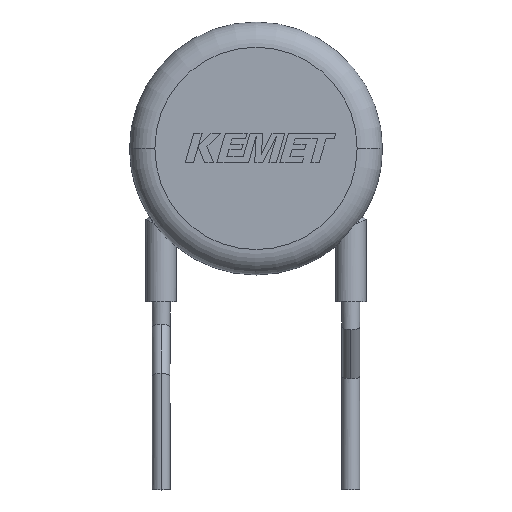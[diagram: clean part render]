
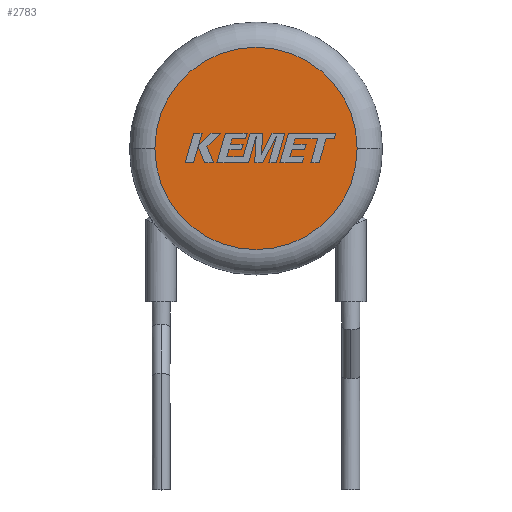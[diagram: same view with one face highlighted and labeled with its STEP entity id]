
A CAD part, top view. The second image highlights one B-rep face of the part: STEP entity #2783.
In plain terms, the highlighted planar face has unit normal (0, 0, 1).
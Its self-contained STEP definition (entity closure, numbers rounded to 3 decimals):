
#54 = AXIS2_PLACEMENT_3D ( 'NONE', #556, #881, #1837 ) ;
#158 = VERTEX_POINT ( 'NONE', #376 ) ;
#274 = AXIS2_PLACEMENT_3D ( 'NONE', #1481, #1459, #2363 ) ;
#287 = EDGE_LOOP ( 'NONE', ( #586, #2975 ) ) ;
#376 = CARTESIAN_POINT ( 'NONE',  ( -4., 0., 5. ) ) ;
#556 = CARTESIAN_POINT ( 'NONE',  ( 0., 0., 5. ) ) ;
#586 = ORIENTED_EDGE ( 'NONE', *, *, #998, .T. ) ;
#881 = DIRECTION ( 'NONE',  ( 0., 0., 1. ) ) ;
#998 = EDGE_CURVE ( 'NONE', #2153, #158, #3714, .T. ) ;
#1050 = DIRECTION ( 'NONE',  ( 0., 0., 1. ) ) ;
#1094 = EDGE_CURVE ( 'NONE', #158, #2153, #1443, .T. ) ;
#1231 = CARTESIAN_POINT ( 'NONE',  ( 4., 0., 5. ) ) ;
#1443 = CIRCLE ( 'NONE', #54, 4. ) ;
#1459 = DIRECTION ( 'NONE',  ( 0., 0., 1. ) ) ;
#1481 = CARTESIAN_POINT ( 'NONE',  ( 0., 0., 5. ) ) ;
#1700 = AXIS2_PLACEMENT_3D ( 'NONE', #2317, #1050, #2257 ) ;
#1836 = PLANE ( 'NONE',  #274 ) ;
#1837 = DIRECTION ( 'NONE',  ( 1., 0., 0. ) ) ;
#2153 = VERTEX_POINT ( 'NONE', #1231 ) ;
#2257 = DIRECTION ( 'NONE',  ( 1., 0., 0. ) ) ;
#2317 = CARTESIAN_POINT ( 'NONE',  ( 0., 0., 5. ) ) ;
#2363 = DIRECTION ( 'NONE',  ( 1., 0., 0. ) ) ;
#2783 = ADVANCED_FACE ( 'NONE', ( #3324 ), #1836, .T. ) ;
#2975 = ORIENTED_EDGE ( 'NONE', *, *, #1094, .T. ) ;
#3324 = FACE_OUTER_BOUND ( 'NONE', #287, .T. ) ;
#3714 = CIRCLE ( 'NONE', #1700, 4. ) ;
